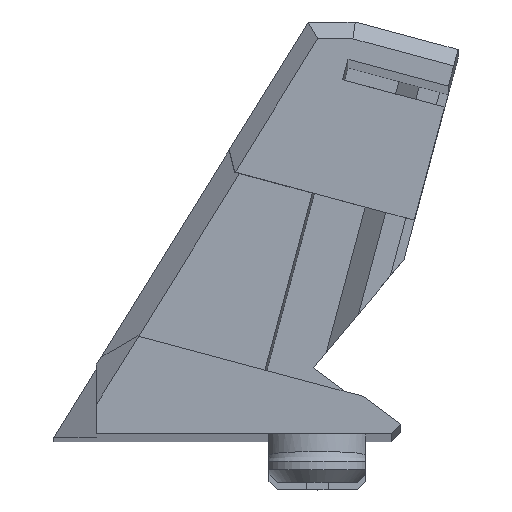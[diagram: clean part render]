
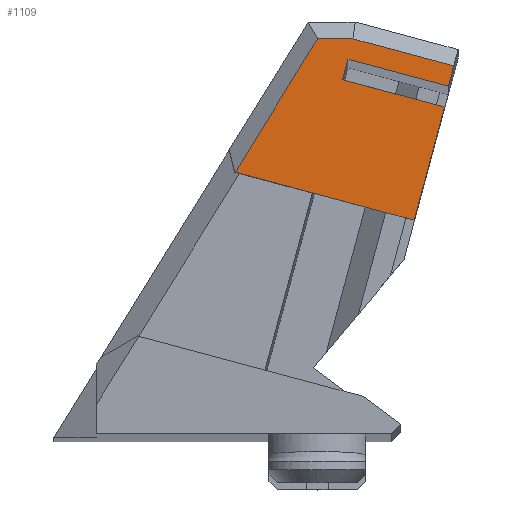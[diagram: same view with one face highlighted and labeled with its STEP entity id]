
A CAD part, top view. The second image highlights one B-rep face of the part: STEP entity #1109.
In plain terms, the highlighted planar face has unit normal (0, 0, 1).
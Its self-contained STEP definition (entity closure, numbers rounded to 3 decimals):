
#38 = CARTESIAN_POINT ( 'NONE',  ( 13.655, 16.279, 228.3 ) ) ;
#121 = EDGE_CURVE ( 'NONE', #978, #1355, #538, .T. ) ;
#134 = VERTEX_POINT ( 'NONE', #1337 ) ;
#292 = CARTESIAN_POINT ( 'NONE',  ( 8.948, 17.732, 228.3 ) ) ;
#325 = LINE ( 'NONE', #595, #1868 ) ;
#350 = DIRECTION ( 'NONE',  ( 0.259, 0.966, 0. ) ) ;
#364 = CARTESIAN_POINT ( 'NONE',  ( 13.518, 15.472, 228.3 ) ) ;
#406 = ORIENTED_EDGE ( 'NONE', *, *, #121, .T. ) ;
#442 = VECTOR ( 'NONE', #1873, 1000. ) ;
#520 = DIRECTION ( 'NONE',  ( -0.526, -0.851, 0. ) ) ;
#533 = VECTOR ( 'NONE', #915, 1000. ) ;
#538 = LINE ( 'NONE', #2400, #1466 ) ;
#595 = CARTESIAN_POINT ( 'NONE',  ( 3.337, 12.453, 228.3 ) ) ;
#622 = DIRECTION ( 'NONE',  ( -0.966, 0.259, 0. ) ) ;
#669 = CARTESIAN_POINT ( 'NONE',  ( 3.598, 12.383, 228.3 ) ) ;
#719 = CARTESIAN_POINT ( 'NONE',  ( 0., 0., 228.3 ) ) ;
#728 = CARTESIAN_POINT ( 'NONE',  ( 8.689, 16.766, 228.3 ) ) ;
#812 = VERTEX_POINT ( 'NONE', #991 ) ;
#821 = LINE ( 'NONE', #1225, #1003 ) ;
#822 = LINE ( 'NONE', #2206, #971 ) ;
#831 = ORIENTED_EDGE ( 'NONE', *, *, #1314, .T. ) ;
#880 = LINE ( 'NONE', #2025, #1816 ) ;
#883 = VERTEX_POINT ( 'NONE', #669 ) ;
#909 = CARTESIAN_POINT ( 'NONE',  ( 8.745, -2.343, 228.3 ) ) ;
#915 = DIRECTION ( 'NONE',  ( -0.259, -0.966, 0. ) ) ;
#971 = VECTOR ( 'NONE', #1081, 1000. ) ;
#978 = VERTEX_POINT ( 'NONE', #728 ) ;
#983 = VERTEX_POINT ( 'NONE', #364 ) ;
#991 = CARTESIAN_POINT ( 'NONE',  ( 9.181, 18.705, 228.3 ) ) ;
#994 = VECTOR ( 'NONE', #1563, 1000. ) ;
#1003 = VECTOR ( 'NONE', #622, 1000. ) ;
#1059 = VECTOR ( 'NONE', #520, 1000. ) ;
#1081 = DIRECTION ( 'NONE',  ( 0.966, -0.259, 0. ) ) ;
#1093 = DIRECTION ( 'NONE',  ( -1., 0., 0. ) ) ;
#1098 = VERTEX_POINT ( 'NONE', #1294 ) ;
#1107 = DIRECTION ( 'NONE',  ( 0., 0., -1. ) ) ;
#1109 = ADVANCED_FACE ( 'NONE', ( #2091 ), #1489, .F. ) ;
#1112 = EDGE_CURVE ( 'NONE', #983, #1862, #1431, .T. ) ;
#1165 = CARTESIAN_POINT ( 'NONE',  ( 7.507, 18.705, 228.3 ) ) ;
#1183 = ORIENTED_EDGE ( 'NONE', *, *, #2328, .T. ) ;
#1204 = ORIENTED_EDGE ( 'NONE', *, *, #1987, .F. ) ;
#1225 = CARTESIAN_POINT ( 'NONE',  ( 5.291, 19.747, 228.3 ) ) ;
#1281 = LINE ( 'NONE', #38, #442 ) ;
#1294 = CARTESIAN_POINT ( 'NONE',  ( 13.962, 17.424, 228.3 ) ) ;
#1314 = EDGE_CURVE ( 'NONE', #1098, #812, #821, .T. ) ;
#1337 = CARTESIAN_POINT ( 'NONE',  ( 13.703, 16.458, 228.3 ) ) ;
#1355 = VERTEX_POINT ( 'NONE', #292 ) ;
#1357 = DIRECTION ( 'NONE',  ( 0.966, -0.259, 0. ) ) ;
#1367 = EDGE_CURVE ( 'NONE', #1744, #883, #1874, .T. ) ;
#1431 = LINE ( 'NONE', #909, #533 ) ;
#1466 = VECTOR ( 'NONE', #350, 1000. ) ;
#1489 = PLANE ( 'NONE',  #2117 ) ;
#1542 = ORIENTED_EDGE ( 'NONE', *, *, #2071, .T. ) ;
#1563 = DIRECTION ( 'NONE',  ( -1., 0., 0. ) ) ;
#1661 = LINE ( 'NONE', #2334, #994 ) ;
#1741 = ORIENTED_EDGE ( 'NONE', *, *, #1970, .F. ) ;
#1744 = VERTEX_POINT ( 'NONE', #1165 ) ;
#1816 = VECTOR ( 'NONE', #2041, 1000. ) ;
#1833 = ORIENTED_EDGE ( 'NONE', *, *, #2201, .T. ) ;
#1862 = VERTEX_POINT ( 'NONE', #2368 ) ;
#1868 = VECTOR ( 'NONE', #1357, 1000. ) ;
#1873 = DIRECTION ( 'NONE',  ( 0.259, 0.966, 0. ) ) ;
#1874 = LINE ( 'NONE', #1976, #1059 ) ;
#1916 = EDGE_LOOP ( 'NONE', ( #406, #1741, #1542, #831, #1183, #2169, #1833, #1960, #1204 ) ) ;
#1960 = ORIENTED_EDGE ( 'NONE', *, *, #1112, .F. ) ;
#1970 = EDGE_CURVE ( 'NONE', #134, #1355, #880, .T. ) ;
#1976 = CARTESIAN_POINT ( 'NONE',  ( -2.937, 1.816, 228.3 ) ) ;
#1987 = EDGE_CURVE ( 'NONE', #978, #983, #822, .T. ) ;
#2025 = CARTESIAN_POINT ( 'NONE',  ( 5.032, 18.781, 228.3 ) ) ;
#2041 = DIRECTION ( 'NONE',  ( -0.966, 0.259, 0. ) ) ;
#2071 = EDGE_CURVE ( 'NONE', #134, #1098, #1281, .T. ) ;
#2091 = FACE_OUTER_BOUND ( 'NONE', #1916, .T. ) ;
#2117 = AXIS2_PLACEMENT_3D ( 'NONE', #719, #1107, #1093 ) ;
#2169 = ORIENTED_EDGE ( 'NONE', *, *, #1367, .T. ) ;
#2201 = EDGE_CURVE ( 'NONE', #883, #1862, #325, .T. ) ;
#2206 = CARTESIAN_POINT ( 'NONE',  ( 4.774, 17.815, 228.3 ) ) ;
#2328 = EDGE_CURVE ( 'NONE', #812, #1744, #1661, .T. ) ;
#2334 = CARTESIAN_POINT ( 'NONE',  ( 0., 18.705, 228.3 ) ) ;
#2368 = CARTESIAN_POINT ( 'NONE',  ( 12.081, 10.109, 228.3 ) ) ;
#2400 = CARTESIAN_POINT ( 'NONE',  ( 3.915, -1.049, 228.3 ) ) ;
